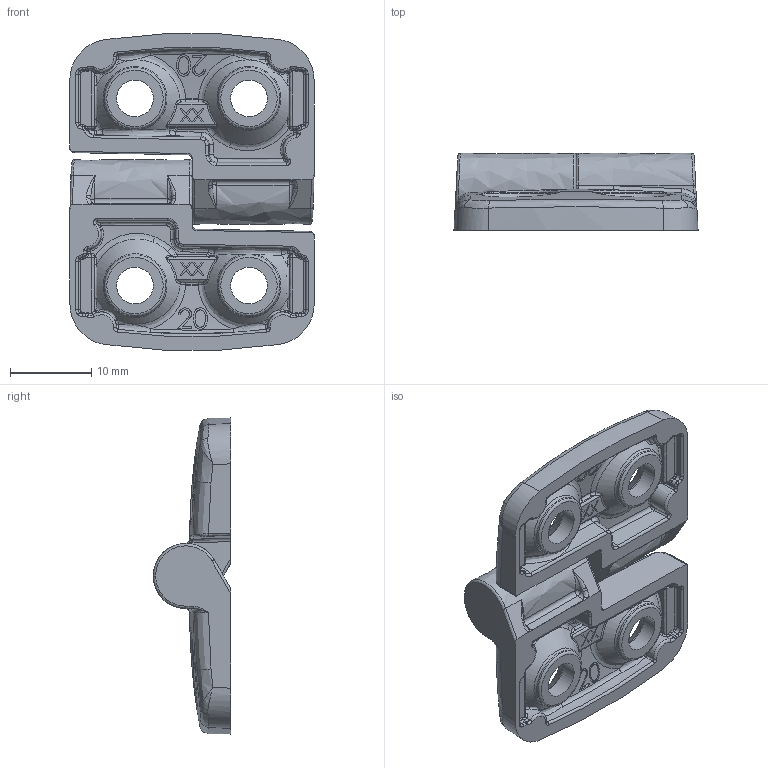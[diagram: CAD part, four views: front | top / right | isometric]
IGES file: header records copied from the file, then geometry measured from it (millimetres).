
Global section: file name: 612020L; native system: Autodesk Inventor 2016; preprocessor: unknown; date: 20180811.103656; units: millimetre
Bounding box: 30 x 9.5 x 38.83 mm (x, y, z)
Volume: 4105.9 mm3; surface area: 4155 mm2
Topology: 3 solids, 3 shells, 812 faces, 2020 edges, 1210 vertices
Faces by surface type: bspline 812
